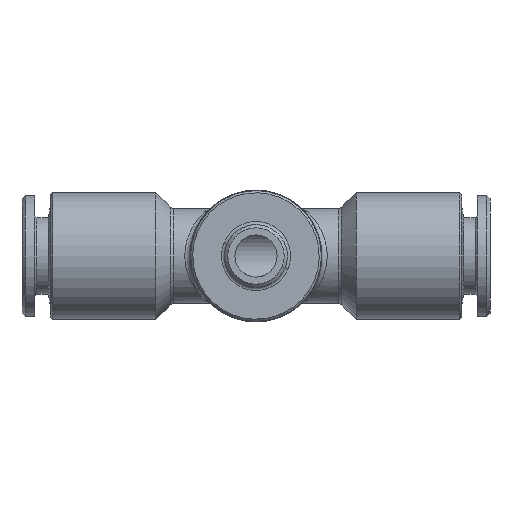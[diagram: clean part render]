
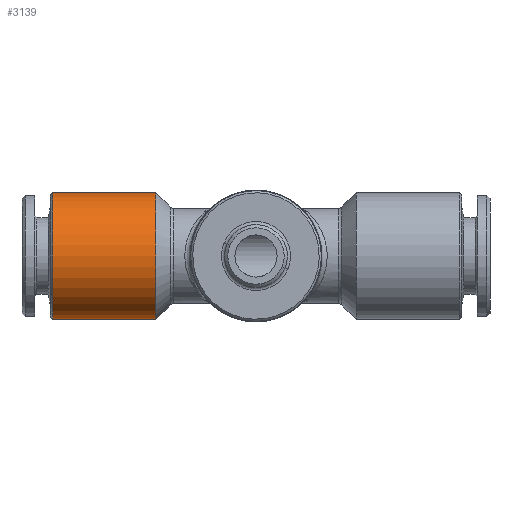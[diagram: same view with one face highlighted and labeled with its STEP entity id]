
A CAD part, front view. The second image highlights one B-rep face of the part: STEP entity #3139.
In plain terms, the highlighted cylindrical face has radius 6 mm (diameter 12 mm), a partial arc.
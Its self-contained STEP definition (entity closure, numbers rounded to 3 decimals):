
#2450 = CARTESIAN_POINT ( 'NONE',  ( -9.5, 0., -6. ) ) ;
#2558 = CARTESIAN_POINT ( 'NONE',  ( -19.3, 0., -6. ) ) ;
#2709 = CIRCLE ( 'NONE', #2744, 6. ) ;
#2710 = DIRECTION ( 'NONE',  ( 0., 0., 1. ) ) ;
#2711 = DIRECTION ( 'NONE',  ( -1., 0., 0. ) ) ;
#2712 = CARTESIAN_POINT ( 'NONE',  ( -19.3, 0., 0. ) ) ;
#2713 = AXIS2_PLACEMENT_3D ( 'NONE', #2712, #2711, #2710 ) ;
#2714 = CIRCLE ( 'NONE', #2713, 6. ) ;
#2715 = DIRECTION ( 'NONE',  ( 1., 0., 0. ) ) ;
#2716 = VECTOR ( 'NONE', #2715, 1000. ) ;
#2717 = CARTESIAN_POINT ( 'NONE',  ( 0., 0., 6. ) ) ;
#2718 = LINE ( 'NONE', #2717, #2716 ) ;
#2719 = DIRECTION ( 'NONE',  ( 0., 0., 1. ) ) ;
#2720 = DIRECTION ( 'NONE',  ( 1., 0., 0. ) ) ;
#2721 = CARTESIAN_POINT ( 'NONE',  ( 0., 0., 0. ) ) ;
#2722 = AXIS2_PLACEMENT_3D ( 'NONE', #2721, #2720, #2719 ) ;
#2723 = CYLINDRICAL_SURFACE ( 'NONE', #2722, 6. ) ;
#2724 = FACE_OUTER_BOUND ( 'NONE', #3123, .T. ) ;
#2728 = CARTESIAN_POINT ( 'NONE',  ( -19.3, 0., 6. ) ) ;
#2731 = DIRECTION ( 'NONE',  ( 1., 0., 0. ) ) ;
#2732 = VECTOR ( 'NONE', #2731, 1000. ) ;
#2733 = CARTESIAN_POINT ( 'NONE',  ( 0., 0., -6. ) ) ;
#2734 = LINE ( 'NONE', #2733, #2732 ) ;
#2740 = CARTESIAN_POINT ( 'NONE',  ( -9.5, 0., 6. ) ) ;
#2741 = DIRECTION ( 'NONE',  ( 0., 0., 1. ) ) ;
#2742 = DIRECTION ( 'NONE',  ( -1., 0., 0. ) ) ;
#2743 = CARTESIAN_POINT ( 'NONE',  ( -9.5, 0., 0. ) ) ;
#2744 = AXIS2_PLACEMENT_3D ( 'NONE', #2743, #2742, #2741 ) ;
#2970 = VERTEX_POINT ( 'NONE', #2450 ) ;
#2980 = VERTEX_POINT ( 'NONE', #2558 ) ;
#3117 = ORIENTED_EDGE ( 'NONE', *, *, #3143, .F. ) ;
#3123 = EDGE_LOOP ( 'NONE', ( #3117, #3138, #3136, #3140 ) ) ;
#3136 = ORIENTED_EDGE ( 'NONE', *, *, #3144, .T. ) ;
#3137 = VERTEX_POINT ( 'NONE', #2728 ) ;
#3138 = ORIENTED_EDGE ( 'NONE', *, *, #3149, .T. ) ;
#3139 = ADVANCED_FACE ( 'NONE', ( #2724 ), #2723, .T. ) ;
#3140 = ORIENTED_EDGE ( 'NONE', *, *, #3141, .F. ) ;
#3141 = EDGE_CURVE ( 'NONE', #3137, #3145, #2718, .T. ) ;
#3143 = EDGE_CURVE ( 'NONE', #2980, #3137, #2714, .T. ) ;
#3144 = EDGE_CURVE ( 'NONE', #2970, #3145, #2709, .T. ) ;
#3145 = VERTEX_POINT ( 'NONE', #2740 ) ;
#3149 = EDGE_CURVE ( 'NONE', #2980, #2970, #2734, .T. ) ;
